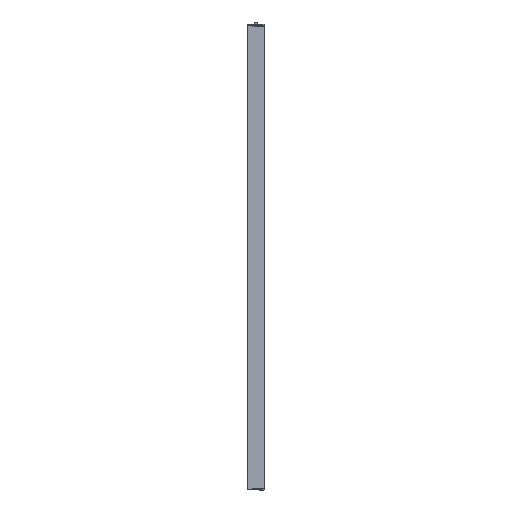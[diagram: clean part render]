
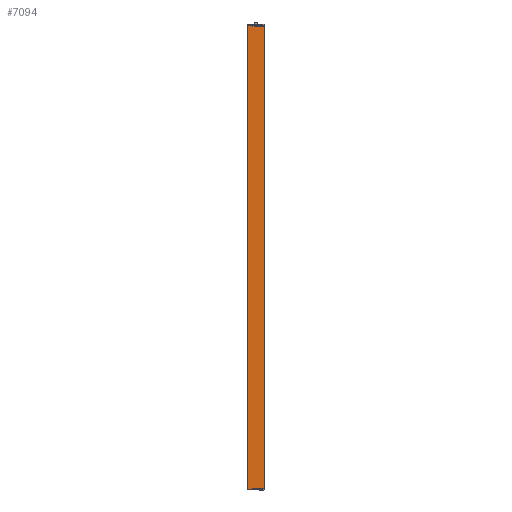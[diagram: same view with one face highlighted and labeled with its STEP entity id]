
A CAD part, left-side view. The second image highlights one B-rep face of the part: STEP entity #7094.
In plain terms, the highlighted planar face has unit normal (-1, 0, 0).
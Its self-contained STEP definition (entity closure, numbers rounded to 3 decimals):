
#36 = DIRECTION ( 'NONE',  ( 0., -1., 0. ) ) ;
#856 = AXIS2_PLACEMENT_3D ( 'NONE', #7669, #52202, #78695 ) ;
#1097 = LINE ( 'NONE', #19938, #46829 ) ;
#2455 = CARTESIAN_POINT ( 'NONE',  ( -5.75, 0.2, 1080. ) ) ;
#6603 = LINE ( 'NONE', #73355, #21810 ) ;
#7094 = ADVANCED_FACE ( 'NONE', ( #20108 ), #84696, .F. ) ;
#7669 = CARTESIAN_POINT ( 'NONE',  ( -5.75, 0., 1080. ) ) ;
#10035 = EDGE_CURVE ( 'NONE', #43644, #66196, #80545, .T. ) ;
#17370 = EDGE_LOOP ( 'NONE', ( #65848, #72738, #23396, #40493 ) ) ;
#19938 = CARTESIAN_POINT ( 'NONE',  ( -5.75, 37.8, 1080. ) ) ;
#20108 = FACE_OUTER_BOUND ( 'NONE', #17370, .T. ) ;
#21810 = VECTOR ( 'NONE', #72931, 1000. ) ;
#23177 = EDGE_CURVE ( 'NONE', #29083, #65107, #52251, .T. ) ;
#23396 = ORIENTED_EDGE ( 'NONE', *, *, #10035, .F. ) ;
#23845 = EDGE_CURVE ( 'NONE', #43644, #29083, #1097, .T. ) ;
#29083 = VERTEX_POINT ( 'NONE', #37550 ) ;
#34782 = DIRECTION ( 'NONE',  ( 0., -1., 0. ) ) ;
#37550 = CARTESIAN_POINT ( 'NONE',  ( -5.75, 37.8, 0. ) ) ;
#40493 = ORIENTED_EDGE ( 'NONE', *, *, #23845, .T. ) ;
#43644 = VERTEX_POINT ( 'NONE', #48757 ) ;
#46829 = VECTOR ( 'NONE', #60161, 1000. ) ;
#48757 = CARTESIAN_POINT ( 'NONE',  ( -5.75, 37.8, 1080. ) ) ;
#52202 = DIRECTION ( 'NONE',  ( 1., 0., 0. ) ) ;
#52251 = LINE ( 'NONE', #58668, #78251 ) ;
#54117 = CARTESIAN_POINT ( 'NONE',  ( -5.75, 0.2, 0. ) ) ;
#58668 = CARTESIAN_POINT ( 'NONE',  ( -5.75, 0., 0. ) ) ;
#60161 = DIRECTION ( 'NONE',  ( 0., 0., -1. ) ) ;
#60874 = CARTESIAN_POINT ( 'NONE',  ( -5.75, 0., 1080. ) ) ;
#64082 = EDGE_CURVE ( 'NONE', #65107, #66196, #6603, .T. ) ;
#65107 = VERTEX_POINT ( 'NONE', #54117 ) ;
#65848 = ORIENTED_EDGE ( 'NONE', *, *, #23177, .T. ) ;
#66196 = VERTEX_POINT ( 'NONE', #2455 ) ;
#72738 = ORIENTED_EDGE ( 'NONE', *, *, #64082, .T. ) ;
#72931 = DIRECTION ( 'NONE',  ( 0., 0., 1. ) ) ;
#73355 = CARTESIAN_POINT ( 'NONE',  ( -5.75, 0.2, 1080. ) ) ;
#73643 = VECTOR ( 'NONE', #34782, 1000. ) ;
#78251 = VECTOR ( 'NONE', #36, 1000. ) ;
#78695 = DIRECTION ( 'NONE',  ( 0., 1., 0. ) ) ;
#80545 = LINE ( 'NONE', #60874, #73643 ) ;
#84696 = PLANE ( 'NONE',  #856 ) ;
